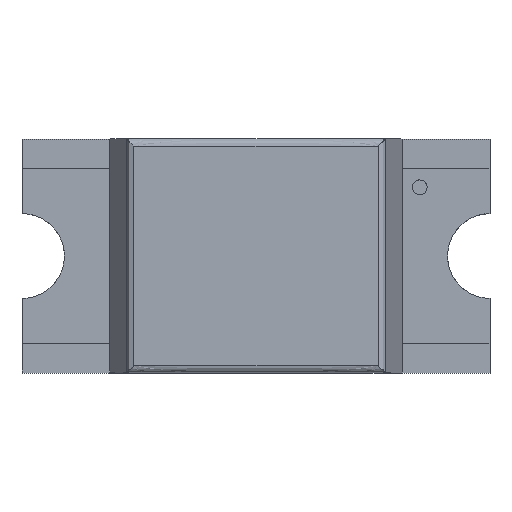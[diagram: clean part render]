
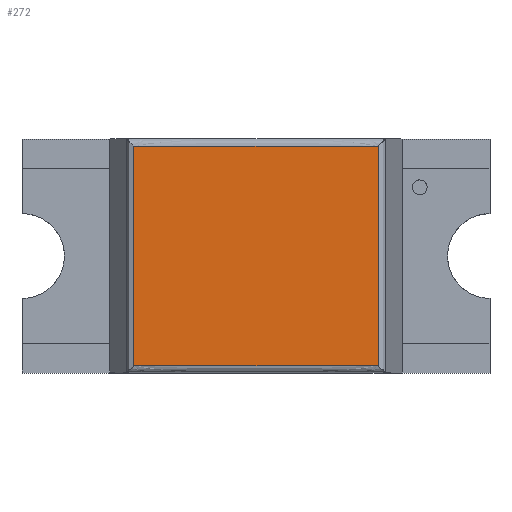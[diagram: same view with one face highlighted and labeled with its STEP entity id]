
A CAD part, top view. The second image highlights one B-rep face of the part: STEP entity #272.
In plain terms, the highlighted planar face has unit normal (0, 0, 1).
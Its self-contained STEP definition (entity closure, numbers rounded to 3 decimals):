
#272=ADVANCED_FACE('',(#454),#5893,.T.);
#454=FACE_OUTER_BOUND('',#651,.T.);
#651=EDGE_LOOP('',(#1194,#1195,#1196,#1197));
#1194=ORIENTED_EDGE('',*,*,#4050,.T.);
#1195=ORIENTED_EDGE('',*,*,#4051,.T.);
#1196=ORIENTED_EDGE('',*,*,#4052,.T.);
#1197=ORIENTED_EDGE('',*,*,#4053,.T.);
#2107=PCURVE('',#5893,#2973);
#2108=PCURVE('',#5893,#2974);
#2109=PCURVE('',#5893,#2975);
#2110=PCURVE('',#5893,#2976);
#2114=PCURVE('',#5852,#2980);
#2118=PCURVE('',#5853,#2984);
#2124=PCURVE('',#5854,#2990);
#2128=PCURVE('',#5855,#2994);
#2973=DEFINITIONAL_REPRESENTATION('',(#4931),#14509);
#2974=DEFINITIONAL_REPRESENTATION('',(#4933),#14509);
#2975=DEFINITIONAL_REPRESENTATION('',(#4935),#14509);
#2976=DEFINITIONAL_REPRESENTATION('',(#4937),#14509);
#2980=DEFINITIONAL_REPRESENTATION('',(#4943),#14509);
#2984=DEFINITIONAL_REPRESENTATION('',(#4949),#14509);
#2990=DEFINITIONAL_REPRESENTATION('',(#4957),#14509);
#2994=DEFINITIONAL_REPRESENTATION('',(#4962),#14509);
#3617=SURFACE_CURVE('',#4930,(#2107,#2114),.PCURVE_S1.);
#3618=SURFACE_CURVE('',#4932,(#2108,#2118),.PCURVE_S1.);
#3619=SURFACE_CURVE('',#4934,(#2109,#2124),.PCURVE_S1.);
#3620=SURFACE_CURVE('',#4936,(#2110,#2128),.PCURVE_S1.);
#4050=EDGE_CURVE('',#5655,#5656,#3617,.T.);
#4051=EDGE_CURVE('',#5656,#5657,#3618,.T.);
#4052=EDGE_CURVE('',#5657,#5658,#3619,.T.);
#4053=EDGE_CURVE('',#5658,#5655,#3620,.T.);
#4930=B_SPLINE_CURVE_WITH_KNOTS('',1,(#12412,#12413),.UNSPECIFIED.,.F.,.F.,
(2,2),(0.05,1.55),.UNSPECIFIED.);
#4931=B_SPLINE_CURVE_WITH_KNOTS('',3,(#12414,#12415,#12416,#12417),
 .UNSPECIFIED.,.F.,.F.,(4,4),(0.05,1.55),.UNSPECIFIED.);
#4932=B_SPLINE_CURVE_WITH_KNOTS('',1,(#12418,#12419),.UNSPECIFIED.,.F.,.F.,
(2,2),(0.041,1.709),.UNSPECIFIED.);
#4933=B_SPLINE_CURVE_WITH_KNOTS('',3,(#12420,#12421,#12422,#12423),
 .UNSPECIFIED.,.F.,.F.,(4,4),(0.041,1.709),
 .UNSPECIFIED.);
#4934=B_SPLINE_CURVE_WITH_KNOTS('',1,(#12424,#12425),.UNSPECIFIED.,.F.,.F.,
(2,2),(0.05,1.55),.UNSPECIFIED.);
#4935=B_SPLINE_CURVE_WITH_KNOTS('',3,(#12426,#12427,#12428,#12429),
 .UNSPECIFIED.,.F.,.F.,(4,4),(0.05,1.55),.UNSPECIFIED.);
#4936=B_SPLINE_CURVE_WITH_KNOTS('',1,(#12430,#12431),.UNSPECIFIED.,.F.,.F.,
(2,2),(0.041,1.709),.UNSPECIFIED.);
#4937=B_SPLINE_CURVE_WITH_KNOTS('',3,(#12432,#12433,#12434,#12435),
 .UNSPECIFIED.,.F.,.F.,(4,4),(0.041,1.709),
 .UNSPECIFIED.);
#4943=B_SPLINE_CURVE_WITH_KNOTS('',1,(#12518,#12519),.UNSPECIFIED.,.F.,.F.,
(2,2),(0.05,1.55),.UNSPECIFIED.);
#4949=B_SPLINE_CURVE_WITH_KNOTS('',1,(#12602,#12603),.UNSPECIFIED.,.F.,.F.,
(2,2),(0.041,1.709),.UNSPECIFIED.);
#4957=B_SPLINE_CURVE_WITH_KNOTS('',1,(#12732,#12733),.UNSPECIFIED.,.F.,.F.,
(2,2),(0.05,1.55),.UNSPECIFIED.);
#4962=B_SPLINE_CURVE_WITH_KNOTS('',1,(#12794,#12795),.UNSPECIFIED.,.F.,.F.,
(2,2),(0.041,1.709),.UNSPECIFIED.);
#5655=VERTEX_POINT('',#12240);
#5656=VERTEX_POINT('',#12241);
#5657=VERTEX_POINT('',#12242);
#5658=VERTEX_POINT('',#12243);
#5852=(
BOUNDED_SURFACE()
B_SPLINE_SURFACE(2,1,((#12198,#12199),(#12200,#12201),(#12202,#12203)),
 .UNSPECIFIED.,.F.,.F.,.F.)
B_SPLINE_SURFACE_WITH_KNOTS((3,3),(2,2),(0.,0.068),(-1.01,
2.6),.UNSPECIFIED.)
GEOMETRIC_REPRESENTATION_ITEM()
RATIONAL_B_SPLINE_SURFACE(((1.,1.),(0.776,0.776),
(1.,1.)))
REPRESENTATION_ITEM('')
SURFACE()
);
#5853=(
BOUNDED_SURFACE()
B_SPLINE_SURFACE(1,2,((#12204,#12205,#12206),(#12207,#12208,#12209)),
 .UNSPECIFIED.,.F.,.F.,.F.)
B_SPLINE_SURFACE_WITH_KNOTS((2,2),(3,3),(-1.,2.76),(0.,0.079),
 .UNSPECIFIED.)
GEOMETRIC_REPRESENTATION_ITEM()
RATIONAL_B_SPLINE_SURFACE(((1.,0.707,1.),(1.,0.707,
1.)))
REPRESENTATION_ITEM('')
SURFACE()
);
#5854=(
BOUNDED_SURFACE()
B_SPLINE_SURFACE(2,1,((#12210,#12211),(#12212,#12213),(#12214,#12215)),
 .UNSPECIFIED.,.F.,.F.,.F.)
B_SPLINE_SURFACE_WITH_KNOTS((3,3),(2,2),(0.,0.068),(-1.,2.61),
 .UNSPECIFIED.)
GEOMETRIC_REPRESENTATION_ITEM()
RATIONAL_B_SPLINE_SURFACE(((1.,1.),(0.776,0.776),(1.,
1.)))
REPRESENTATION_ITEM('')
SURFACE()
);
#5855=(
BOUNDED_SURFACE()
B_SPLINE_SURFACE(1,2,((#12216,#12217,#12218),(#12219,#12220,#12221)),
 .UNSPECIFIED.,.F.,.F.,.F.)
B_SPLINE_SURFACE_WITH_KNOTS((2,2),(3,3),(-1.01,2.76),
(0.,0.079),.UNSPECIFIED.)
GEOMETRIC_REPRESENTATION_ITEM()
RATIONAL_B_SPLINE_SURFACE(((1.,0.707,1.),(1.,0.707,
1.)))
REPRESENTATION_ITEM('')
SURFACE()
);
#5893=PLANE('',#6006);
#6006=AXIS2_PLACEMENT_3D('',#12197,#6102,$);
#6102=DIRECTION('',(0.,0.,1.));
#12197=CARTESIAN_POINT('',(-1.,-0.803,1.11));
#12198=CARTESIAN_POINT('',(-0.834,1.807,1.11));
#12199=CARTESIAN_POINT('',(-0.834,-1.803,1.11));
#12200=CARTESIAN_POINT('',(-0.875,1.807,1.11));
#12201=CARTESIAN_POINT('',(-0.875,-1.803,1.11));
#12202=CARTESIAN_POINT('',(-0.883,1.807,1.07));
#12203=CARTESIAN_POINT('',(-0.883,-1.803,1.07));
#12204=CARTESIAN_POINT('',(-1.875,-0.803,1.06));
#12205=CARTESIAN_POINT('',(-1.875,-0.803,1.11));
#12206=CARTESIAN_POINT('',(-1.875,-0.753,1.11));
#12207=CARTESIAN_POINT('',(1.885,-0.803,1.06));
#12208=CARTESIAN_POINT('',(1.885,-0.803,1.11));
#12209=CARTESIAN_POINT('',(1.885,-0.753,1.11));
#12210=CARTESIAN_POINT('',(0.834,-1.803,1.11));
#12211=CARTESIAN_POINT('',(0.834,1.807,1.11));
#12212=CARTESIAN_POINT('',(0.875,-1.803,1.11));
#12213=CARTESIAN_POINT('',(0.875,1.807,1.11));
#12214=CARTESIAN_POINT('',(0.883,-1.803,1.07));
#12215=CARTESIAN_POINT('',(0.883,1.807,1.07));
#12216=CARTESIAN_POINT('',(1.885,0.797,1.06));
#12217=CARTESIAN_POINT('',(1.885,0.797,1.11));
#12218=CARTESIAN_POINT('',(1.885,0.747,1.11));
#12219=CARTESIAN_POINT('',(-1.885,0.797,1.06));
#12220=CARTESIAN_POINT('',(-1.885,0.797,1.11));
#12221=CARTESIAN_POINT('',(-1.885,0.747,1.11));
#12240=CARTESIAN_POINT('',(-0.834,0.747,1.11));
#12241=CARTESIAN_POINT('',(-0.834,-0.753,1.11));
#12242=CARTESIAN_POINT('',(0.834,-0.753,1.11));
#12243=CARTESIAN_POINT('',(0.834,0.747,1.11));
#12412=CARTESIAN_POINT('',(-0.834,0.747,1.11));
#12413=CARTESIAN_POINT('',(-0.834,-0.753,1.11));
#12414=CARTESIAN_POINT('',(0.166,1.55));
#12415=CARTESIAN_POINT('',(0.166,1.05));
#12416=CARTESIAN_POINT('',(0.166,0.55));
#12417=CARTESIAN_POINT('',(0.166,0.05));
#12418=CARTESIAN_POINT('',(-0.834,-0.753,1.11));
#12419=CARTESIAN_POINT('',(0.834,-0.753,1.11));
#12420=CARTESIAN_POINT('',(0.166,0.05));
#12421=CARTESIAN_POINT('',(0.722,0.05));
#12422=CARTESIAN_POINT('',(1.278,0.05));
#12423=CARTESIAN_POINT('',(1.834,0.05));
#12424=CARTESIAN_POINT('',(0.834,-0.753,1.11));
#12425=CARTESIAN_POINT('',(0.834,0.747,1.11));
#12426=CARTESIAN_POINT('',(1.834,0.05));
#12427=CARTESIAN_POINT('',(1.834,0.55));
#12428=CARTESIAN_POINT('',(1.834,1.05));
#12429=CARTESIAN_POINT('',(1.834,1.55));
#12430=CARTESIAN_POINT('',(0.834,0.747,1.11));
#12431=CARTESIAN_POINT('',(-0.834,0.747,1.11));
#12432=CARTESIAN_POINT('',(1.834,1.55));
#12433=CARTESIAN_POINT('',(1.278,1.55));
#12434=CARTESIAN_POINT('',(0.722,1.55));
#12435=CARTESIAN_POINT('',(0.166,1.55));
#12518=CARTESIAN_POINT('',(0.,0.05));
#12519=CARTESIAN_POINT('',(0.,1.55));
#12602=CARTESIAN_POINT('',(0.041,0.079));
#12603=CARTESIAN_POINT('',(1.709,0.079));
#12732=CARTESIAN_POINT('',(0.,0.05));
#12733=CARTESIAN_POINT('',(0.,1.55));
#12794=CARTESIAN_POINT('',(0.041,0.079));
#12795=CARTESIAN_POINT('',(1.709,0.079));
#14509=(
GEOMETRIC_REPRESENTATION_CONTEXT(2)
PARAMETRIC_REPRESENTATION_CONTEXT()
REPRESENTATION_CONTEXT('pspace','')
);
